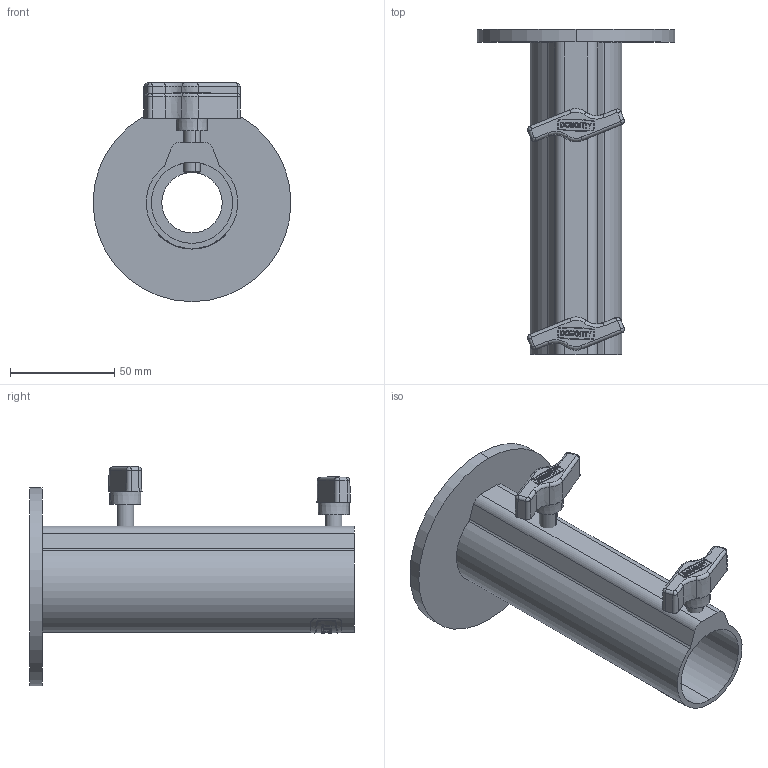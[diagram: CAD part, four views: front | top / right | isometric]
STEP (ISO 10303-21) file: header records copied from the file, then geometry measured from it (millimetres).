
FILE_DESCRIPTION (( 'STEP AP203' ), '1' );
FILE_NAME ('T52900.STEP', '2018-08-01T10:57:10', ( '' ), ( '' ), 'SwSTEP 2.0', 'SolidWorks 2016', '' );
FILE_SCHEMA (( 'CONFIG_CONTROL_DESIGN' ));
Length unit declared in the file: millimetre
Products named in the file (7): T52900; TH2853; TH2852; Doughty Knob_S0127; Doughty Knob_S0130; TH2038_TH2851; T52900 LABEL
Assembly tree (6 placements, depth 3):
  T52900
    TH2853
      TH2038_TH2851
      TH2852
    Doughty Knob_S0127
    Doughty Knob_S0130
    T52900 LABEL
Bounding box: 95 x 156 x 105.3 mm (x, y, z)
Volume: 183040.1 mm3; surface area: 62318.5 mm2
Topology: 5 solids, 5 shells, 370 faces, 940 edges, 616 vertices
Faces by surface type: plane 185, cylinder 115, bspline 30, cone 24, torus 16
Entity records: 16205 total; most frequent: CARTESIAN_POINT 6528, ORIENTED_EDGE 1880, DIRECTION 1829, EDGE_CURVE 940, AXIS2_PLACEMENT_3D 654, VERTEX_POINT 616, LINE 521, VECTOR 521
